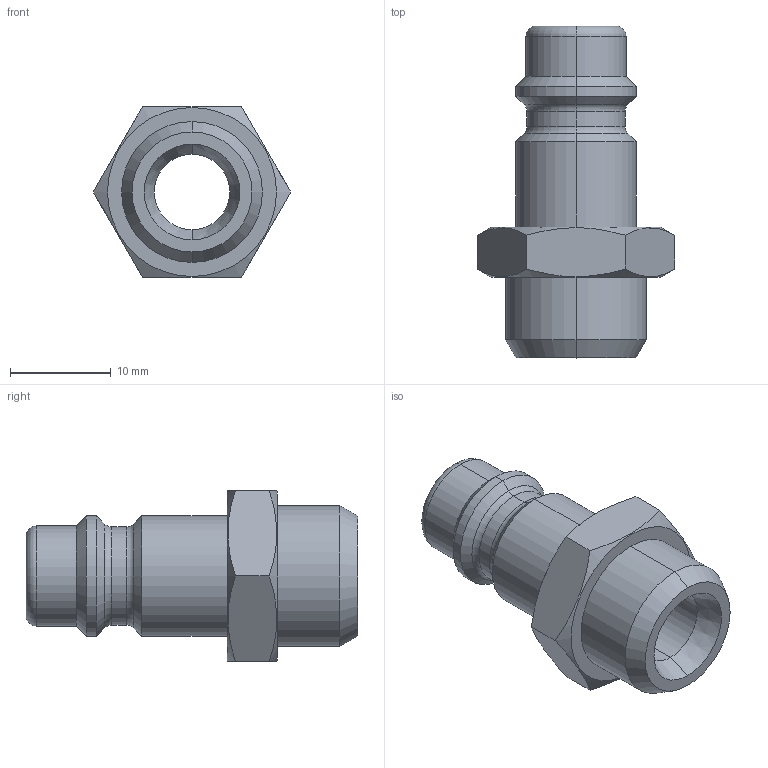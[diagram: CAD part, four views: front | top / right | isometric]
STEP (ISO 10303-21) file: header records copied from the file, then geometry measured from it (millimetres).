
FILE_DESCRIPTION(( 'GU26.200014.STEP' ), '1');
FILE_NAME( 'GU26.200014.STEP', '2018-10-02T15:58:37',( 'Sopra'),('sopra-pneumatic.com'), 'SwSTEP 2.0','SolidWorks 2009','' );
FILE_SCHEMA (( 'CONFIG_CONTROL_DESIGN' ));
Length unit declared in the file: millimetre
Products named in the file (1): 07261002
Bounding box: 19.63 x 33 x 17 mm (x, y, z)
Volume: 2860.7 mm3; surface area: 2444.2 mm2
Topology: 1 solids, 1 shells, 42 faces, 92 edges, 54 vertices
Faces by surface type: cone 14, cylinder 12, plane 10, torus 6
Entity records: 1329 total; most frequent: CARTESIAN_POINT 325, DIRECTION 206, ORIENTED_EDGE 184, EDGE_CURVE 92, AXIS2_PLACEMENT_3D 87, VERTEX_POINT 54, EDGE_LOOP 46, CIRCLE 44
